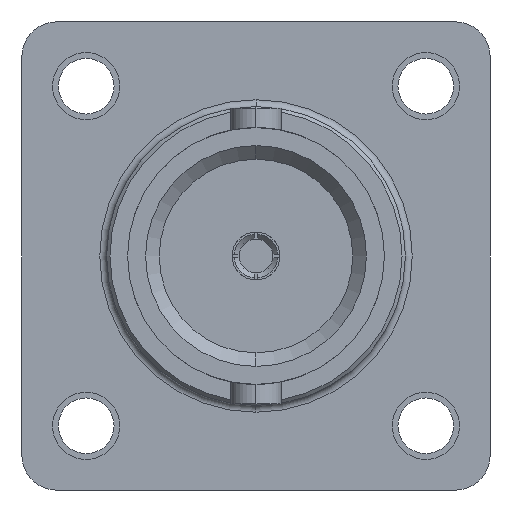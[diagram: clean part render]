
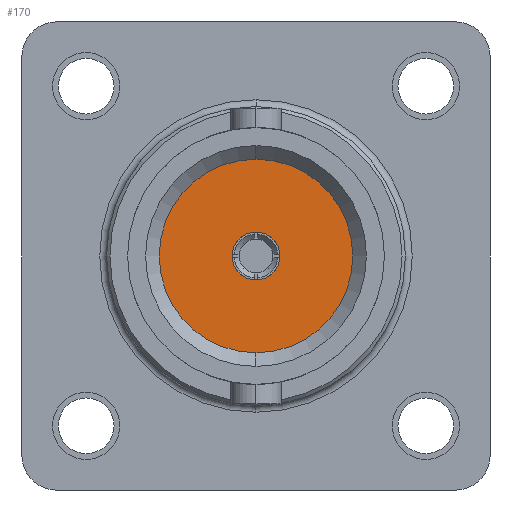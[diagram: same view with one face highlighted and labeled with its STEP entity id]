
A CAD part, left-side view. The second image highlights one B-rep face of the part: STEP entity #170.
In plain terms, the highlighted planar face has unit normal (-1, 0, 0).
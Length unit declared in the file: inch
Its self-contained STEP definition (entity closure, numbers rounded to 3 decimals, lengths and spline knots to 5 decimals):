
#75 = CIRCLE ( 'NONE', #4389, 0.035 ) ;
#156 = PLANE ( 'NONE',  #850 ) ;
#170 = ADVANCED_FACE ( 'NONE', ( #4052, #1278 ), #156, .T. ) ;
#197 = VERTEX_POINT ( 'NONE', #2520 ) ;
#237 = CARTESIAN_POINT ( 'NONE',  ( 1.20921, 0., 0.1425 ) ) ;
#355 = DIRECTION ( 'NONE',  ( -1., 0., 0. ) ) ;
#452 = VERTEX_POINT ( 'NONE', #237 ) ;
#456 = ORIENTED_EDGE ( 'NONE', *, *, #3964, .T. ) ;
#764 = DIRECTION ( 'NONE',  ( 1., 0., 0. ) ) ;
#842 = DIRECTION ( 'NONE',  ( 1., 0., 0. ) ) ;
#850 = AXIS2_PLACEMENT_3D ( 'NONE', #2107, #984, #951 ) ;
#951 = DIRECTION ( 'NONE',  ( 0., 0., -1. ) ) ;
#984 = DIRECTION ( 'NONE',  ( -1., 0., 0. ) ) ;
#1278 = FACE_OUTER_BOUND ( 'NONE', #1546, .T. ) ;
#1283 = AXIS2_PLACEMENT_3D ( 'NONE', #2735, #4239, #2685 ) ;
#1396 = AXIS2_PLACEMENT_3D ( 'NONE', #4238, #764, #2392 ) ;
#1546 = EDGE_LOOP ( 'NONE', ( #4405, #3885 ) ) ;
#1738 = AXIS2_PLACEMENT_3D ( 'NONE', #4268, #355, #4252 ) ;
#1994 = CIRCLE ( 'NONE', #1396, 0.035 ) ;
#2107 = CARTESIAN_POINT ( 'NONE',  ( 1.20921, 0., 0. ) ) ;
#2305 = EDGE_CURVE ( 'NONE', #197, #452, #2808, .T. ) ;
#2392 = DIRECTION ( 'NONE',  ( 0., 0., 1. ) ) ;
#2520 = CARTESIAN_POINT ( 'NONE',  ( 1.20921, 0., -0.1425 ) ) ;
#2532 = EDGE_CURVE ( 'NONE', #452, #197, #3844, .T. ) ;
#2685 = DIRECTION ( 'NONE',  ( 0., 0., -1. ) ) ;
#2728 = EDGE_CURVE ( 'NONE', #3036, #4103, #1994, .T. ) ;
#2735 = CARTESIAN_POINT ( 'NONE',  ( 1.20921, 0., 0. ) ) ;
#2808 = CIRCLE ( 'NONE', #1738, 0.1425 ) ;
#2825 = CARTESIAN_POINT ( 'NONE',  ( 1.20921, 0., -0.035 ) ) ;
#3036 = VERTEX_POINT ( 'NONE', #3336 ) ;
#3129 = EDGE_LOOP ( 'NONE', ( #3993, #456 ) ) ;
#3336 = CARTESIAN_POINT ( 'NONE',  ( 1.20921, 0., 0.035 ) ) ;
#3553 = CARTESIAN_POINT ( 'NONE',  ( 1.20921, 0., 0. ) ) ;
#3844 = CIRCLE ( 'NONE', #1283, 0.1425 ) ;
#3885 = ORIENTED_EDGE ( 'NONE', *, *, #2532, .T. ) ;
#3964 = EDGE_CURVE ( 'NONE', #4103, #3036, #75, .T. ) ;
#3972 = DIRECTION ( 'NONE',  ( 0., 0., 1. ) ) ;
#3993 = ORIENTED_EDGE ( 'NONE', *, *, #2728, .T. ) ;
#4052 = FACE_BOUND ( 'NONE', #3129, .T. ) ;
#4103 = VERTEX_POINT ( 'NONE', #2825 ) ;
#4238 = CARTESIAN_POINT ( 'NONE',  ( 1.20921, 0., 0. ) ) ;
#4239 = DIRECTION ( 'NONE',  ( -1., 0., 0. ) ) ;
#4252 = DIRECTION ( 'NONE',  ( 0., 0., -1. ) ) ;
#4268 = CARTESIAN_POINT ( 'NONE',  ( 1.20921, 0., 0. ) ) ;
#4389 = AXIS2_PLACEMENT_3D ( 'NONE', #3553, #842, #3972 ) ;
#4405 = ORIENTED_EDGE ( 'NONE', *, *, #2305, .T. ) ;
